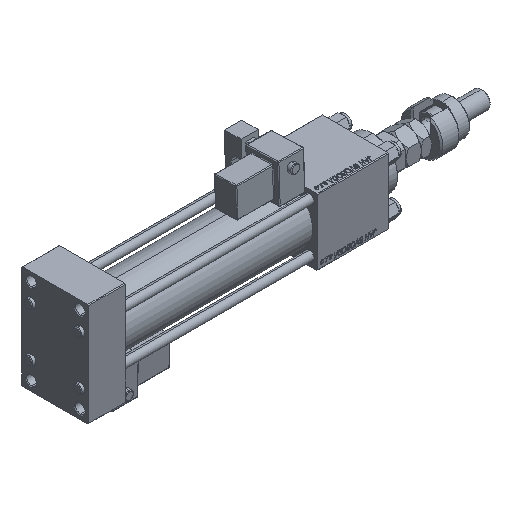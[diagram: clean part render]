
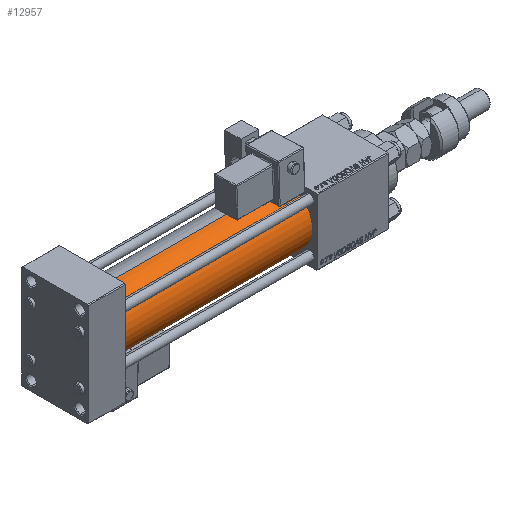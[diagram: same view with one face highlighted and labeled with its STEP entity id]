
A CAD part, isometric view. The second image highlights one B-rep face of the part: STEP entity #12957.
In plain terms, the highlighted cylindrical face has radius 19 mm (diameter 38 mm), a partial arc.
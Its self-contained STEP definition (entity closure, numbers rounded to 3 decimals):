
#40 = ORIENTED_EDGE ( 'NONE', *, *, #14417, .T. ) ;
#1976 = CIRCLE ( 'NONE', #46426, 19. ) ;
#2266 = FACE_OUTER_BOUND ( 'NONE', #49982, .T. ) ;
#2319 = CARTESIAN_POINT ( 'NONE',  ( 155., 0., 19. ) ) ;
#4093 = CARTESIAN_POINT ( 'NONE',  ( 25., 0., -19. ) ) ;
#7604 = ORIENTED_EDGE ( 'NONE', *, *, #21807, .T. ) ;
#12560 = VERTEX_POINT ( 'NONE', #15651 ) ;
#12957 = ADVANCED_FACE ( 'NONE', ( #2266 ), #26497, .T. ) ;
#13403 = DIRECTION ( 'NONE',  ( 1., 0., 0. ) ) ;
#13957 = DIRECTION ( 'NONE',  ( -1., 0., 0. ) ) ;
#14417 = EDGE_CURVE ( 'NONE', #23132, #12560, #29398, .T. ) ;
#15522 = EDGE_CURVE ( 'NONE', #23132, #35420, #47039, .T. ) ;
#15651 = CARTESIAN_POINT ( 'NONE',  ( 25., 0., 19. ) ) ;
#16764 = DIRECTION ( 'NONE',  ( 0., 0., -1. ) ) ;
#17580 = CARTESIAN_POINT ( 'NONE',  ( 155., 0., 0. ) ) ;
#18556 = VERTEX_POINT ( 'NONE', #4093 ) ;
#18960 = DIRECTION ( 'NONE',  ( 0., 0., 1. ) ) ;
#21050 = DIRECTION ( 'NONE',  ( -1., 0., 0. ) ) ;
#21208 = AXIS2_PLACEMENT_3D ( 'NONE', #43752, #13957, #18960 ) ;
#21807 = EDGE_CURVE ( 'NONE', #12560, #18556, #1976, .T. ) ;
#23132 = VERTEX_POINT ( 'NONE', #2319 ) ;
#24074 = DIRECTION ( 'NONE',  ( 1., 0., 0. ) ) ;
#24946 = CARTESIAN_POINT ( 'NONE',  ( 155., 0., 19. ) ) ;
#26497 = CYLINDRICAL_SURFACE ( 'NONE', #21208, 19. ) ;
#27452 = VECTOR ( 'NONE', #21050, 1000. ) ;
#29398 = LINE ( 'NONE', #24946, #27452 ) ;
#31609 = CARTESIAN_POINT ( 'NONE',  ( 155., 0., -19. ) ) ;
#32404 = CARTESIAN_POINT ( 'NONE',  ( 25., 0., 0. ) ) ;
#35420 = VERTEX_POINT ( 'NONE', #48397 ) ;
#37599 = ORIENTED_EDGE ( 'NONE', *, *, #42562, .F. ) ;
#39960 = DIRECTION ( 'NONE',  ( 0., 0., 1. ) ) ;
#40522 = LINE ( 'NONE', #31609, #48952 ) ;
#41061 = DIRECTION ( 'NONE',  ( -1., 0., 0. ) ) ;
#42562 = EDGE_CURVE ( 'NONE', #35420, #18556, #40522, .T. ) ;
#43752 = CARTESIAN_POINT ( 'NONE',  ( 155., 0., 0. ) ) ;
#46426 = AXIS2_PLACEMENT_3D ( 'NONE', #32404, #24074, #39960 ) ;
#47039 = CIRCLE ( 'NONE', #54166, 19. ) ;
#48397 = CARTESIAN_POINT ( 'NONE',  ( 155., 0., -19. ) ) ;
#48952 = VECTOR ( 'NONE', #41061, 1000. ) ;
#49348 = ORIENTED_EDGE ( 'NONE', *, *, #15522, .F. ) ;
#49982 = EDGE_LOOP ( 'NONE', ( #37599, #49348, #40, #7604 ) ) ;
#54166 = AXIS2_PLACEMENT_3D ( 'NONE', #17580, #13403, #16764 ) ;
